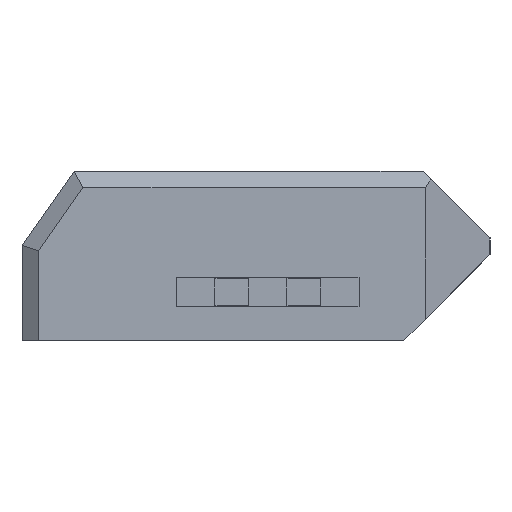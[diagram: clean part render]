
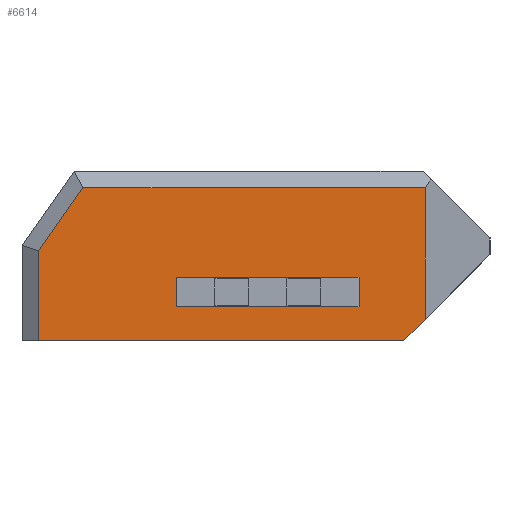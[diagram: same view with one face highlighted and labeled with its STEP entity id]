
A CAD part, left-side view. The second image highlights one B-rep face of the part: STEP entity #6614.
In plain terms, the highlighted planar face has unit normal (-1, 0, 0).
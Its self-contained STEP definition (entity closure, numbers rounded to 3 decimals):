
#417=FACE_BOUND('',#1358,.T.);
#600=PLANE('',#6976);
#963=FACE_OUTER_BOUND('',#1357,.T.);
#1357=EDGE_LOOP('',(#6160,#6161,#6162,#6163,#6164,#6165));
#1358=EDGE_LOOP('',(#6166,#6167,#6168,#6169));
#1773=LINE('',#11565,#2397);
#1776=LINE('',#11571,#2400);
#1779=LINE('',#11577,#2403);
#1782=LINE('',#11581,#2406);
#1936=LINE('',#12167,#2560);
#1944=LINE('',#12181,#2568);
#1950=LINE('',#12198,#2574);
#1952=LINE('',#12202,#2576);
#1956=LINE('',#12207,#2580);
#1970=LINE('',#12236,#2594);
#2397=VECTOR('',#7645,10.);
#2400=VECTOR('',#7650,10.);
#2403=VECTOR('',#7655,10.);
#2406=VECTOR('',#7660,10.);
#2560=VECTOR('',#8182,10.);
#2568=VECTOR('',#8194,10.);
#2574=VECTOR('',#8212,10.);
#2576=VECTOR('',#8216,10.);
#2580=VECTOR('',#8222,10.);
#2594=VECTOR('',#8256,10.);
#3180=VERTEX_POINT('',#11562);
#3181=VERTEX_POINT('',#11564);
#3183=VERTEX_POINT('',#11570);
#3185=VERTEX_POINT('',#11576);
#3302=VERTEX_POINT('',#12164);
#3303=VERTEX_POINT('',#12166);
#3307=VERTEX_POINT('',#12180);
#3311=VERTEX_POINT('',#12195);
#3312=VERTEX_POINT('',#12197);
#3313=VERTEX_POINT('',#12201);
#4000=EDGE_CURVE('',#3181,#3180,#1773,.T.);
#4003=EDGE_CURVE('',#3183,#3181,#1776,.T.);
#4006=EDGE_CURVE('',#3185,#3183,#1779,.T.);
#4009=EDGE_CURVE('',#3180,#3185,#1782,.T.);
#4237=EDGE_CURVE('',#3303,#3302,#1936,.T.);
#4245=EDGE_CURVE('',#3303,#3307,#1944,.T.);
#4251=EDGE_CURVE('',#3311,#3312,#1950,.T.);
#4253=EDGE_CURVE('',#3312,#3313,#1952,.T.);
#4257=EDGE_CURVE('',#3313,#3302,#1956,.T.);
#4271=EDGE_CURVE('',#3307,#3311,#1970,.T.);
#6160=ORIENTED_EDGE('',*,*,#4237,.T.);
#6161=ORIENTED_EDGE('',*,*,#4257,.F.);
#6162=ORIENTED_EDGE('',*,*,#4253,.F.);
#6163=ORIENTED_EDGE('',*,*,#4251,.F.);
#6164=ORIENTED_EDGE('',*,*,#4271,.F.);
#6165=ORIENTED_EDGE('',*,*,#4245,.F.);
#6166=ORIENTED_EDGE('',*,*,#4000,.T.);
#6167=ORIENTED_EDGE('',*,*,#4009,.T.);
#6168=ORIENTED_EDGE('',*,*,#4006,.T.);
#6169=ORIENTED_EDGE('',*,*,#4003,.T.);
#6614=ADVANCED_FACE('',(#963,#417),#600,.F.);
#6976=AXIS2_PLACEMENT_3D('',#12237,#8257,#8258);
#7645=DIRECTION('',(0.,0.,1.));
#7650=DIRECTION('',(0.,1.,0.));
#7655=DIRECTION('',(0.,0.,-1.));
#7660=DIRECTION('',(0.,-1.,0.));
#8182=DIRECTION('',(0.,0.,1.));
#8194=DIRECTION('',(0.,0.707,-0.707));
#8212=DIRECTION('',(0.,0.,1.));
#8216=DIRECTION('',(0.,-0.574,0.819));
#8222=DIRECTION('',(0.,-1.,0.));
#8256=DIRECTION('',(0.,1.,0.));
#8257=DIRECTION('center_axis',(1.,0.,0.));
#8258=DIRECTION('ref_axis',(0.,1.,0.));
#11562=CARTESIAN_POINT('',(-2.5,35.4,0.3));
#11564=CARTESIAN_POINT('',(-2.5,35.4,-4.1));
#11565=CARTESIAN_POINT('',(-2.5,35.4,-0.3));
#11570=CARTESIAN_POINT('',(-2.5,8.1,-4.1));
#11571=CARTESIAN_POINT('',(-2.5,15.8,-4.1));
#11576=CARTESIAN_POINT('',(-2.5,8.1,0.3));
#11577=CARTESIAN_POINT('',(-2.5,8.1,1.9));
#11581=CARTESIAN_POINT('',(-2.5,29.45,0.3));
#12164=CARTESIAN_POINT('',(-2.5,-1.842,13.7));
#12166=CARTESIAN_POINT('',(-2.5,-1.842,-5.948));
#12167=CARTESIAN_POINT('',(-2.5,-1.842,9.85));
#12180=CARTESIAN_POINT('',(-2.5,1.41,-9.2));
#12181=CARTESIAN_POINT('',(-2.5,-11.486,3.696));
#12195=CARTESIAN_POINT('',(-2.5,55.986,-9.2));
#12197=CARTESIAN_POINT('',(-2.5,55.986,4.272));
#12198=CARTESIAN_POINT('',(-2.5,55.986,-2.85));
#12201=CARTESIAN_POINT('',(-2.5,49.384,13.7));
#12202=CARTESIAN_POINT('',(-2.5,51.049,11.322));
#12207=CARTESIAN_POINT('',(-2.5,37.093,13.7));
#12236=CARTESIAN_POINT('',(-2.5,-11.486,-9.2));
#12237=CARTESIAN_POINT('Origin',(-2.5,23.5,3.5));
